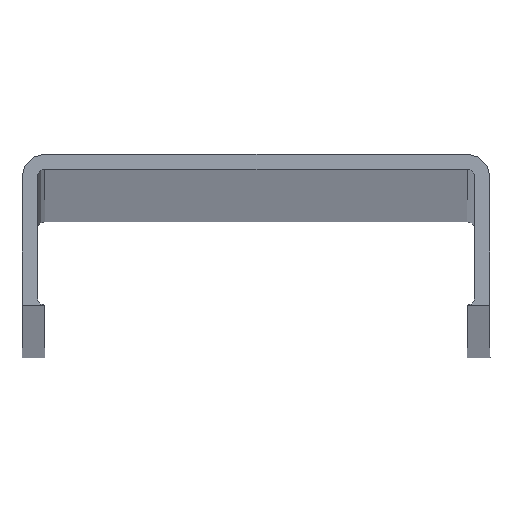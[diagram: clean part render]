
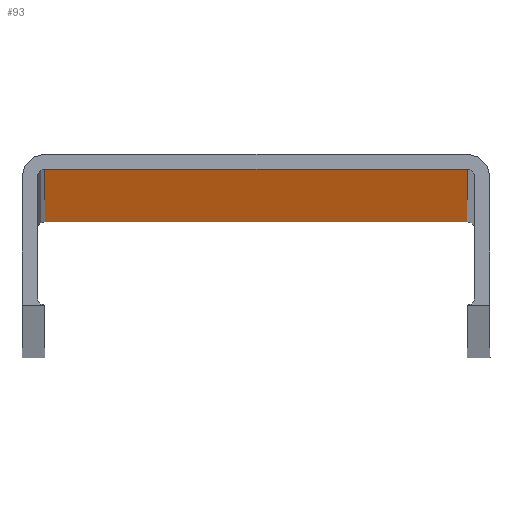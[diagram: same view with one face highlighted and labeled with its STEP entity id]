
A CAD part, top view. The second image highlights one B-rep face of the part: STEP entity #93.
In plain terms, the highlighted planar face has unit normal (0, -1, 0).
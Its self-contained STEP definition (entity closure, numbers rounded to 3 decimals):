
#39 = CARTESIAN_POINT ( 'NONE',  ( 41.431, 60., 0. ) ) ;
#80 = VECTOR ( 'NONE', #549, 1000. ) ;
#92 = CARTESIAN_POINT ( 'NONE',  ( 27.431, 60., 0. ) ) ;
#93 = ADVANCED_FACE ( 'NONE', ( #373 ), #495, .F. ) ;
#99 = VECTOR ( 'NONE', #462, 1000. ) ;
#114 = LINE ( 'NONE', #508, #708 ) ;
#115 = ORIENTED_EDGE ( 'NONE', *, *, #126, .F. ) ;
#126 = EDGE_CURVE ( 'NONE', #432, #487, #429, .T. ) ;
#160 = ORIENTED_EDGE ( 'NONE', *, *, #737, .F. ) ;
#170 = VERTEX_POINT ( 'NONE', #39 ) ;
#177 = VERTEX_POINT ( 'NONE', #653 ) ;
#250 = EDGE_LOOP ( 'NONE', ( #418, #160, #687, #115 ) ) ;
#297 = VECTOR ( 'NONE', #569, 1000. ) ;
#358 = CARTESIAN_POINT ( 'NONE',  ( 69.431, 60., 500. ) ) ;
#361 = EDGE_CURVE ( 'NONE', #170, #432, #114, .T. ) ;
#373 = FACE_OUTER_BOUND ( 'NONE', #250, .T. ) ;
#403 = CARTESIAN_POINT ( 'NONE',  ( 41.431, 60., 2000. ) ) ;
#418 = ORIENTED_EDGE ( 'NONE', *, *, #361, .F. ) ;
#421 = CARTESIAN_POINT ( 'NONE',  ( 69.431, 60., 2000. ) ) ;
#429 = LINE ( 'NONE', #685, #297 ) ;
#432 = VERTEX_POINT ( 'NONE', #403 ) ;
#460 = AXIS2_PLACEMENT_3D ( 'NONE', #621, #564, #561 ) ;
#462 = DIRECTION ( 'NONE',  ( 0., 0., -1. ) ) ;
#487 = VERTEX_POINT ( 'NONE', #421 ) ;
#495 = PLANE ( 'NONE',  #460 ) ;
#508 = CARTESIAN_POINT ( 'NONE',  ( 41.431, 60., 500. ) ) ;
#532 = LINE ( 'NONE', #92, #80 ) ;
#549 = DIRECTION ( 'NONE',  ( -1., 0., 0. ) ) ;
#553 = LINE ( 'NONE', #358, #99 ) ;
#561 = DIRECTION ( 'NONE',  ( 0., 0., 1. ) ) ;
#564 = DIRECTION ( 'NONE',  ( 0., 1., 0. ) ) ;
#569 = DIRECTION ( 'NONE',  ( 1., 0., 0. ) ) ;
#621 = CARTESIAN_POINT ( 'NONE',  ( 104.931, 60., 500. ) ) ;
#638 = DIRECTION ( 'NONE',  ( 0., 0., 1. ) ) ;
#653 = CARTESIAN_POINT ( 'NONE',  ( 69.431, 60., 0. ) ) ;
#685 = CARTESIAN_POINT ( 'NONE',  ( 41.431, 60., 2000. ) ) ;
#686 = EDGE_CURVE ( 'NONE', #487, #177, #553, .T. ) ;
#687 = ORIENTED_EDGE ( 'NONE', *, *, #686, .F. ) ;
#708 = VECTOR ( 'NONE', #638, 1000. ) ;
#737 = EDGE_CURVE ( 'NONE', #177, #170, #532, .T. ) ;
